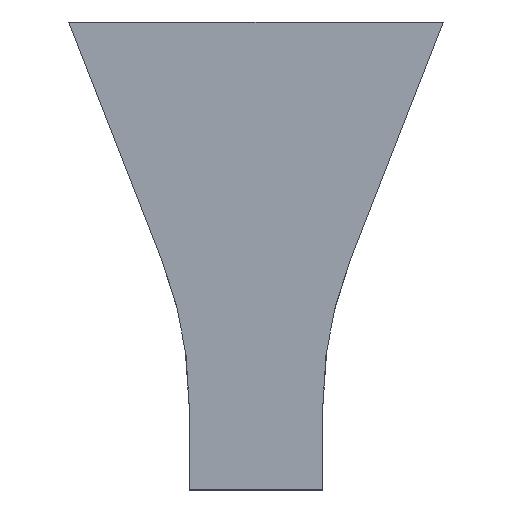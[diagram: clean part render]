
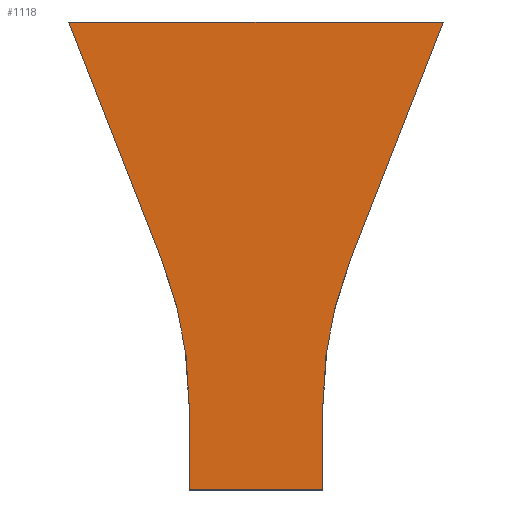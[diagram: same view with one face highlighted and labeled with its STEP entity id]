
A CAD part, front view. The second image highlights one B-rep face of the part: STEP entity #1118.
In plain terms, the highlighted planar face has unit normal (0, -1, 0).
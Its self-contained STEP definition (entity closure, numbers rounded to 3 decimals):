
#9=DIRECTION('',(1.,0.,0.));
#10=VECTOR('',#9,500.);
#11=CARTESIAN_POINT('',(-250.,-200.,0.));
#12=LINE('',#11,#10);
#297=DIRECTION('',(1.,0.,0.));
#298=VECTOR('',#297,1400.);
#299=CARTESIAN_POINT('',(-700.,-200.,1750.));
#300=LINE('',#299,#298);
#313=DIRECTION('',(0.364,0.,0.931));
#314=VECTOR('',#313,951.88);
#315=CARTESIAN_POINT('',(353.136,-200.,863.569));
#316=LINE('',#315,#314);
#317=CARTESIAN_POINT('',(1750.,-200.,316.97));
#318=DIRECTION('',(0.,1.,0.));
#319=DIRECTION('',(-1.,0.,0.));
#320=AXIS2_PLACEMENT_3D('',#317,#318,#319);
#322=DIRECTION('',(0.,0.,1.));
#323=VECTOR('',#322,316.97);
#324=CARTESIAN_POINT('',(250.,-200.,0.));
#325=LINE('',#324,#323);
#326=DIRECTION('',(0.,0.,1.));
#327=VECTOR('',#326,316.97);
#328=CARTESIAN_POINT('',(-250.,-200.,0.));
#329=LINE('',#328,#327);
#330=CARTESIAN_POINT('',(-1750.,-200.,316.97));
#331=DIRECTION('',(0.,1.,0.));
#332=DIRECTION('',(0.931,0.,0.364));
#333=AXIS2_PLACEMENT_3D('',#330,#331,#332);
#335=DIRECTION('',(0.364,0.,-0.931));
#336=VECTOR('',#335,951.88);
#337=CARTESIAN_POINT('',(-700.,-200.,1750.));
#338=LINE('',#337,#336);
#639=CARTESIAN_POINT('',(700.,-200.,1750.));
#641=VERTEX_POINT('',#639);
#643=CARTESIAN_POINT('',(-700.,-200.,1750.));
#645=VERTEX_POINT('',#643);
#647=CARTESIAN_POINT('',(353.136,-200.,863.569));
#648=VERTEX_POINT('',#647);
#649=CARTESIAN_POINT('',(250.,-200.,0.));
#650=CARTESIAN_POINT('',(250.,-200.,316.97));
#651=VERTEX_POINT('',#649);
#652=VERTEX_POINT('',#650);
#653=CARTESIAN_POINT('',(-353.136,-200.,863.569));
#654=CARTESIAN_POINT('',(-250.,-200.,316.97));
#655=VERTEX_POINT('',#653);
#656=VERTEX_POINT('',#654);
#657=CARTESIAN_POINT('',(-250.,-200.,0.));
#658=VERTEX_POINT('',#657);
#1103=CARTESIAN_POINT('',(-750.,-200.,0.));
#1104=DIRECTION('',(0.,-1.,0.));
#1105=DIRECTION('',(1.,0.,0.));
#1106=AXIS2_PLACEMENT_3D('',#1103,#1104,#1105);
#1107=PLANE('',#1106);
#1108=ORIENTED_EDGE('',*,*,#1098,.F.);
#1109=ORIENTED_EDGE('',*,*,#912,.F.);
#1110=ORIENTED_EDGE('',*,*,#873,.F.);
#1111=ORIENTED_EDGE('',*,*,#838,.F.);
#1112=ORIENTED_EDGE('',*,*,#979,.T.);
#1113=ORIENTED_EDGE('',*,*,#1030,.F.);
#1114=ORIENTED_EDGE('',*,*,#1069,.F.);
#1115=ORIENTED_EDGE('',*,*,#1083,.T.);
#1116=EDGE_LOOP('',(#1108,#1109,#1110,#1111,#1112,#1113,#1114,#1115));
#1117=FACE_OUTER_BOUND('',#1116,.F.);
#1118=ADVANCED_FACE('',(#1117),#1107,.T.);
#321=CIRCLE('',#320,1500.);
#334=CIRCLE('',#333,1500.);
#838=EDGE_CURVE('',#658,#651,#12,.T.);
#873=EDGE_CURVE('',#651,#652,#325,.T.);
#912=EDGE_CURVE('',#652,#648,#321,.T.);
#979=EDGE_CURVE('',#658,#656,#329,.T.);
#1030=EDGE_CURVE('',#655,#656,#334,.T.);
#1069=EDGE_CURVE('',#645,#655,#338,.T.);
#1083=EDGE_CURVE('',#645,#641,#300,.T.);
#1098=EDGE_CURVE('',#648,#641,#316,.T.);
